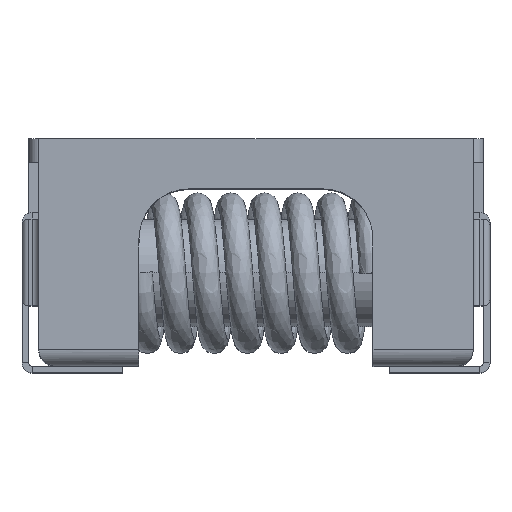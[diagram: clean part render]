
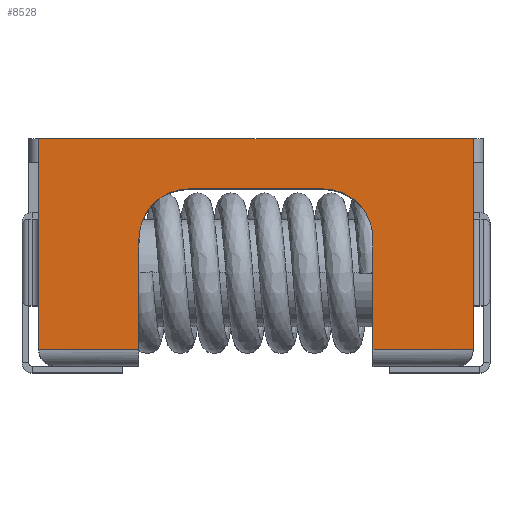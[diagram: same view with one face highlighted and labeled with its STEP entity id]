
A CAD part, top view. The second image highlights one B-rep face of the part: STEP entity #8528.
In plain terms, the highlighted planar face has unit normal (0, 0, 1).
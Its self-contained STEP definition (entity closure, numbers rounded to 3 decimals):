
#172 = LINE ( 'NONE', #2827, #2351 ) ;
#197 = DIRECTION ( 'NONE',  ( 1., 0., 0. ) ) ;
#260 = LINE ( 'NONE', #4355, #3501 ) ;
#352 = ORIENTED_EDGE ( 'NONE', *, *, #2482, .F. ) ;
#414 = VERTEX_POINT ( 'NONE', #6700 ) ;
#437 = CARTESIAN_POINT ( 'NONE',  ( 3.25, 0.35, 3. ) ) ;
#506 = AXIS2_PLACEMENT_3D ( 'NONE', #2415, #5166, #7402 ) ;
#680 = CARTESIAN_POINT ( 'NONE',  ( -3.25, 0.35, 3. ) ) ;
#734 = CARTESIAN_POINT ( 'NONE',  ( -1.75, 0., 3. ) ) ;
#765 = VERTEX_POINT ( 'NONE', #4839 ) ;
#826 = CARTESIAN_POINT ( 'NONE',  ( -1., 2.75, 3. ) ) ;
#828 = EDGE_CURVE ( 'NONE', #4444, #6138, #172, .T. ) ;
#872 = EDGE_CURVE ( 'NONE', #414, #1630, #6512, .T. ) ;
#876 = DIRECTION ( 'NONE',  ( 1., 0., 0. ) ) ;
#974 = DIRECTION ( 'NONE',  ( 1., 0., 0. ) ) ;
#986 = EDGE_CURVE ( 'NONE', #765, #4491, #2768, .T. ) ;
#1021 = CARTESIAN_POINT ( 'NONE',  ( 3.5, 0.35, 3. ) ) ;
#1313 = CARTESIAN_POINT ( 'NONE',  ( 3.5, 3.5, 3. ) ) ;
#1339 = VECTOR ( 'NONE', #4193, 1000. ) ;
#1630 = VERTEX_POINT ( 'NONE', #7322 ) ;
#1779 = LINE ( 'NONE', #1922, #9029 ) ;
#1922 = CARTESIAN_POINT ( 'NONE',  ( 1.75, 0., 3. ) ) ;
#2029 = DIRECTION ( 'NONE',  ( 0., 0., -1. ) ) ;
#2042 = CIRCLE ( 'NONE', #506, 0.75 ) ;
#2068 = VERTEX_POINT ( 'NONE', #6257 ) ;
#2226 = LINE ( 'NONE', #5091, #6830 ) ;
#2241 = VECTOR ( 'NONE', #5602, 1000. ) ;
#2351 = VECTOR ( 'NONE', #5720, 1000. ) ;
#2415 = CARTESIAN_POINT ( 'NONE',  ( -1., 2., 3. ) ) ;
#2482 = EDGE_CURVE ( 'NONE', #5283, #4162, #5155, .T. ) ;
#2664 = CARTESIAN_POINT ( 'NONE',  ( 1.75, 0.35, 3. ) ) ;
#2768 = CIRCLE ( 'NONE', #7165, 0.75 ) ;
#2821 = DIRECTION ( 'NONE',  ( -1., 0., 0. ) ) ;
#2827 = CARTESIAN_POINT ( 'NONE',  ( 3.5, 0.35, 3. ) ) ;
#2939 = DIRECTION ( 'NONE',  ( 0., 1., 0. ) ) ;
#3012 = EDGE_CURVE ( 'NONE', #3572, #414, #2042, .T. ) ;
#3036 = AXIS2_PLACEMENT_3D ( 'NONE', #1313, #2029, #2821 ) ;
#3262 = CARTESIAN_POINT ( 'NONE',  ( 1., 2.75, 3. ) ) ;
#3283 = VECTOR ( 'NONE', #3325, 1000. ) ;
#3325 = DIRECTION ( 'NONE',  ( 0., 1., 0. ) ) ;
#3433 = CARTESIAN_POINT ( 'NONE',  ( -3.25, 0., 3. ) ) ;
#3501 = VECTOR ( 'NONE', #2939, 1000. ) ;
#3572 = VERTEX_POINT ( 'NONE', #7748 ) ;
#3585 = CARTESIAN_POINT ( 'NONE',  ( 1., 2., 3. ) ) ;
#3696 = ORIENTED_EDGE ( 'NONE', *, *, #4998, .T. ) ;
#4162 = VERTEX_POINT ( 'NONE', #5488 ) ;
#4193 = DIRECTION ( 'NONE',  ( -1., 0., 0. ) ) ;
#4234 = ORIENTED_EDGE ( 'NONE', *, *, #7408, .F. ) ;
#4355 = CARTESIAN_POINT ( 'NONE',  ( 3.25, 0., 3. ) ) ;
#4444 = VERTEX_POINT ( 'NONE', #2664 ) ;
#4491 = VERTEX_POINT ( 'NONE', #3262 ) ;
#4839 = CARTESIAN_POINT ( 'NONE',  ( 1.75, 2., 3. ) ) ;
#4943 = EDGE_LOOP ( 'NONE', ( #352, #3696, #6706, #5952, #7554, #5900, #6213, #5654, #8661, #4234 ) ) ;
#4998 = EDGE_CURVE ( 'NONE', #5283, #1630, #7615, .T. ) ;
#5091 = CARTESIAN_POINT ( 'NONE',  ( 3.5, 3.5, 3. ) ) ;
#5155 = LINE ( 'NONE', #3433, #3283 ) ;
#5166 = DIRECTION ( 'NONE',  ( 0., 0., 1. ) ) ;
#5283 = VERTEX_POINT ( 'NONE', #680 ) ;
#5488 = CARTESIAN_POINT ( 'NONE',  ( -3.25, 3.5, 3. ) ) ;
#5510 = PLANE ( 'NONE',  #3036 ) ;
#5602 = DIRECTION ( 'NONE',  ( 0., -1., 0. ) ) ;
#5654 = ORIENTED_EDGE ( 'NONE', *, *, #828, .T. ) ;
#5720 = DIRECTION ( 'NONE',  ( 1., 0., 0. ) ) ;
#5869 = EDGE_CURVE ( 'NONE', #6138, #2068, #260, .T. ) ;
#5900 = ORIENTED_EDGE ( 'NONE', *, *, #986, .F. ) ;
#5952 = ORIENTED_EDGE ( 'NONE', *, *, #3012, .F. ) ;
#6035 = DIRECTION ( 'NONE',  ( 0., 1., 0. ) ) ;
#6138 = VERTEX_POINT ( 'NONE', #437 ) ;
#6208 = EDGE_CURVE ( 'NONE', #4444, #765, #1779, .T. ) ;
#6213 = ORIENTED_EDGE ( 'NONE', *, *, #6208, .F. ) ;
#6257 = CARTESIAN_POINT ( 'NONE',  ( 3.25, 3.5, 3. ) ) ;
#6512 = LINE ( 'NONE', #734, #2241 ) ;
#6538 = EDGE_CURVE ( 'NONE', #4491, #3572, #8694, .T. ) ;
#6700 = CARTESIAN_POINT ( 'NONE',  ( -1.75, 2., 3. ) ) ;
#6706 = ORIENTED_EDGE ( 'NONE', *, *, #872, .F. ) ;
#6731 = VECTOR ( 'NONE', #197, 1000. ) ;
#6830 = VECTOR ( 'NONE', #974, 1000. ) ;
#7165 = AXIS2_PLACEMENT_3D ( 'NONE', #3585, #7883, #876 ) ;
#7322 = CARTESIAN_POINT ( 'NONE',  ( -1.75, 0.35, 3. ) ) ;
#7402 = DIRECTION ( 'NONE',  ( -1., 0., 0. ) ) ;
#7408 = EDGE_CURVE ( 'NONE', #4162, #2068, #2226, .T. ) ;
#7554 = ORIENTED_EDGE ( 'NONE', *, *, #6538, .F. ) ;
#7615 = LINE ( 'NONE', #1021, #6731 ) ;
#7748 = CARTESIAN_POINT ( 'NONE',  ( -1., 2.75, 3. ) ) ;
#7883 = DIRECTION ( 'NONE',  ( 0., 0., 1. ) ) ;
#8364 = FACE_OUTER_BOUND ( 'NONE', #4943, .T. ) ;
#8528 = ADVANCED_FACE ( 'NONE', ( #8364 ), #5510, .F. ) ;
#8661 = ORIENTED_EDGE ( 'NONE', *, *, #5869, .T. ) ;
#8694 = LINE ( 'NONE', #826, #1339 ) ;
#9029 = VECTOR ( 'NONE', #6035, 1000. ) ;
